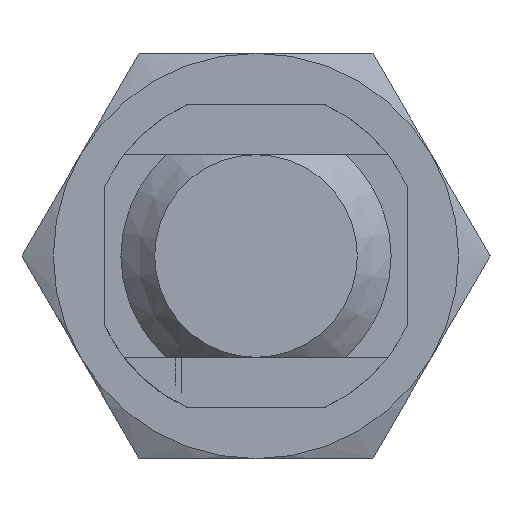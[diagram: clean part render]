
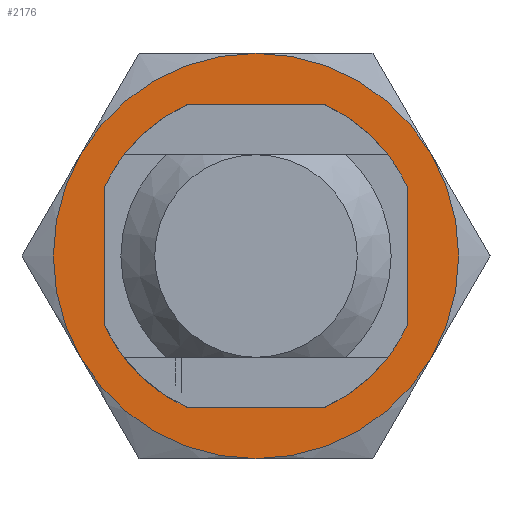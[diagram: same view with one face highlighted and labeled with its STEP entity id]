
A CAD part, left-side view. The second image highlights one B-rep face of the part: STEP entity #2176.
In plain terms, the highlighted planar face has unit normal (-1, 0, 0).
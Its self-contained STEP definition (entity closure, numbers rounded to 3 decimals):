
#413=PLANE('',#2400);
#531=CIRCLE('',#2386,8.);
#532=CIRCLE('',#2387,8.);
#539=CIRCLE('',#2397,12.);
#540=CIRCLE('',#2398,12.);
#541=CIRCLE('',#2399,12.);
#542=CIRCLE('',#2401,12.);
#543=CIRCLE('',#2402,12.);
#544=CIRCLE('',#2403,12.);
#700=VERTEX_POINT('',#3623);
#704=VERTEX_POINT('',#3641);
#708=VERTEX_POINT('',#3659);
#713=VERTEX_POINT('',#3677);
#714=VERTEX_POINT('',#3679);
#718=VERTEX_POINT('',#3699);
#719=VERTEX_POINT('',#3705);
#720=VERTEX_POINT('',#3707);
#1215=EDGE_CURVE('',#714,#713,#531,.T.);
#1216=EDGE_CURVE('',#713,#714,#532,.T.);
#1224=EDGE_CURVE('',#700,#708,#539,.T.);
#1225=EDGE_CURVE('',#704,#700,#540,.T.);
#1226=EDGE_CURVE('',#718,#704,#541,.T.);
#1228=EDGE_CURVE('',#719,#718,#542,.F.);
#1229=EDGE_CURVE('',#720,#719,#543,.F.);
#1230=EDGE_CURVE('',#708,#720,#544,.F.);
#1745=ORIENTED_EDGE('',*,*,#1226,.F.);
#1746=ORIENTED_EDGE('',*,*,#1228,.F.);
#1747=ORIENTED_EDGE('',*,*,#1229,.F.);
#1748=ORIENTED_EDGE('',*,*,#1230,.F.);
#1749=ORIENTED_EDGE('',*,*,#1224,.F.);
#1750=ORIENTED_EDGE('',*,*,#1225,.F.);
#1751=ORIENTED_EDGE('',*,*,#1215,.T.);
#1752=ORIENTED_EDGE('',*,*,#1216,.T.);
#1920=EDGE_LOOP('',(#1745,#1746,#1747,#1748,#1749,#1750));
#1921=EDGE_LOOP('',(#1751,#1752));
#2058=FACE_BOUND('',#1920,.T.);
#2059=FACE_BOUND('',#1921,.T.);
#2176=ADVANCED_FACE('',(#2058,#2059),#413,.F.);
#2386=AXIS2_PLACEMENT_3D('',#3678,#2879,#2880);
#2387=AXIS2_PLACEMENT_3D('',#3680,#2881,#2882);
#2397=AXIS2_PLACEMENT_3D('',#3696,#2900,#2901);
#2398=AXIS2_PLACEMENT_3D('',#3697,#2902,#2903);
#2399=AXIS2_PLACEMENT_3D('',#3698,#2904,#2905);
#2400=AXIS2_PLACEMENT_3D('',#3703,#2906,$);
#2401=AXIS2_PLACEMENT_3D('',#3704,#2907,#2908);
#2402=AXIS2_PLACEMENT_3D('',#3706,#2909,#2910);
#2403=AXIS2_PLACEMENT_3D('',#3708,#2911,#2912);
#2879=DIRECTION('',(1.,0.,0.));
#2880=DIRECTION('',(0.,0.,8.));
#2881=DIRECTION('',(1.,0.,0.));
#2882=DIRECTION('',(0.,0.,8.));
#2900=DIRECTION('',(1.,0.,0.));
#2901=DIRECTION('',(0.,0.,-12.));
#2902=DIRECTION('',(1.,0.,0.));
#2903=DIRECTION('',(0.,0.,-12.));
#2904=DIRECTION('',(1.,0.,0.));
#2905=DIRECTION('',(0.,0.,-12.));
#2906=DIRECTION('',(1.,0.,0.));
#2907=DIRECTION('',(-1.,0.,0.));
#2908=DIRECTION('',(0.,0.,-12.));
#2909=DIRECTION('',(-1.,0.,0.));
#2910=DIRECTION('',(0.,0.,-12.));
#2911=DIRECTION('',(-1.,0.,0.));
#2912=DIRECTION('',(0.,0.,-12.));
#3623=CARTESIAN_POINT('',(0.,0.,12.));
#3641=CARTESIAN_POINT('',(0.,10.392,6.));
#3659=CARTESIAN_POINT('',(0.,-10.392,6.));
#3677=CARTESIAN_POINT('',(0.,0.,8.));
#3678=CARTESIAN_POINT('',(0.,0.,0.));
#3679=CARTESIAN_POINT('',(0.,0.,-8.));
#3680=CARTESIAN_POINT('',(0.,0.,0.));
#3696=CARTESIAN_POINT('',(0.,0.,0.));
#3697=CARTESIAN_POINT('',(0.,0.,0.));
#3698=CARTESIAN_POINT('',(0.,0.,0.));
#3699=CARTESIAN_POINT('',(0.,10.392,-6.));
#3703=CARTESIAN_POINT('',(0.,0.,0.));
#3704=CARTESIAN_POINT('',(0.,0.,0.));
#3705=CARTESIAN_POINT('',(0.,0.,-12.));
#3706=CARTESIAN_POINT('',(0.,0.,0.));
#3707=CARTESIAN_POINT('',(0.,-10.392,-6.));
#3708=CARTESIAN_POINT('',(0.,0.,0.));
